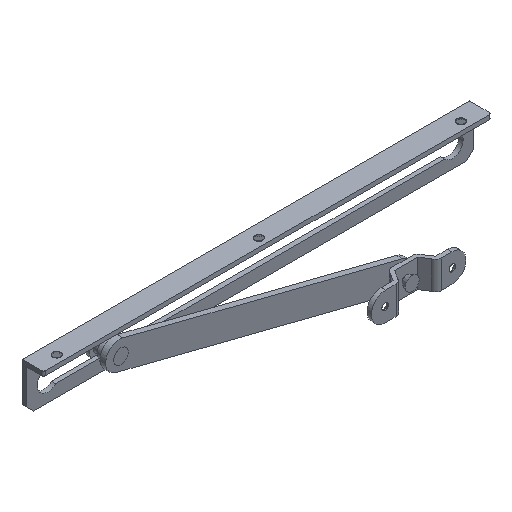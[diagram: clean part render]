
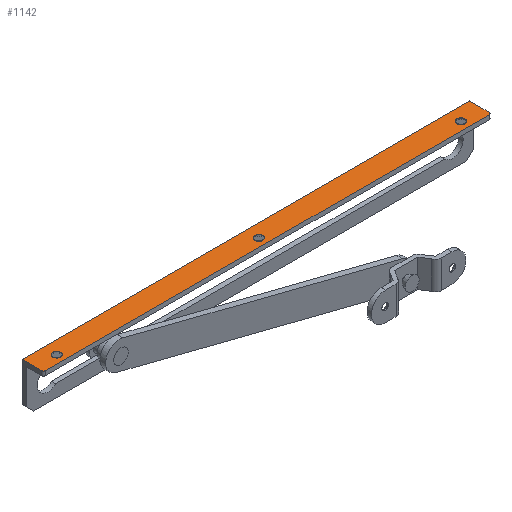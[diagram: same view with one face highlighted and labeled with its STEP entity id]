
A CAD part, isometric view. The second image highlights one B-rep face of the part: STEP entity #1142.
In plain terms, the highlighted face is planar.
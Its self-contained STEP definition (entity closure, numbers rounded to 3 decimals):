
#71=LINE('',#1798,#149);
#79=LINE('',#1818,#157);
#89=LINE('',#1839,#167);
#92=LINE('',#1843,#170);
#149=VECTOR('',#1423,307.);
#157=VECTOR('',#1441,13.5);
#167=VECTOR('',#1459,13.5);
#170=VECTOR('',#1464,310.);
#224=PLANE('',#1241);
#292=FACE_BOUND('',#432,.T.);
#293=FACE_BOUND('',#433,.T.);
#294=FACE_BOUND('',#434,.T.);
#347=FACE_OUTER_BOUND('',#431,.T.);
#431=EDGE_LOOP('',(#907,#908,#909,#910,#911,#912));
#432=EDGE_LOOP('',(#913));
#433=EDGE_LOOP('',(#914));
#434=EDGE_LOOP('',(#915));
#525=CIRCLE('',#1209,2.75);
#528=CIRCLE('',#1214,2.75);
#531=CIRCLE('',#1219,2.75);
#537=CIRCLE('',#1230,1.5);
#539=CIRCLE('',#1235,1.5);
#588=VERTEX_POINT('',#1742);
#591=VERTEX_POINT('',#1750);
#594=VERTEX_POINT('',#1758);
#605=VERTEX_POINT('',#1788);
#606=VERTEX_POINT('',#1790);
#608=VERTEX_POINT('',#1796);
#612=VERTEX_POINT('',#1808);
#615=VERTEX_POINT('',#1816);
#622=VERTEX_POINT('',#1838);
#695=EDGE_CURVE('',#588,#588,#525,.T.);
#698=EDGE_CURVE('',#591,#591,#528,.T.);
#701=EDGE_CURVE('',#594,#594,#531,.T.);
#716=EDGE_CURVE('',#605,#606,#537,.T.);
#720=EDGE_CURVE('',#608,#605,#71,.T.);
#725=EDGE_CURVE('',#612,#608,#539,.T.);
#730=EDGE_CURVE('',#615,#612,#79,.T.);
#740=EDGE_CURVE('',#622,#606,#89,.T.);
#743=EDGE_CURVE('',#615,#622,#92,.T.);
#907=ORIENTED_EDGE('',*,*,#716,.F.);
#908=ORIENTED_EDGE('',*,*,#720,.F.);
#909=ORIENTED_EDGE('',*,*,#725,.F.);
#910=ORIENTED_EDGE('',*,*,#730,.F.);
#911=ORIENTED_EDGE('',*,*,#743,.T.);
#912=ORIENTED_EDGE('',*,*,#740,.T.);
#913=ORIENTED_EDGE('',*,*,#695,.T.);
#914=ORIENTED_EDGE('',*,*,#698,.T.);
#915=ORIENTED_EDGE('',*,*,#701,.T.);
#1142=ADVANCED_FACE('',(#347,#292,#293,#294),#224,.T.);
#1209=AXIS2_PLACEMENT_3D('',#1743,#1365,#1366);
#1214=AXIS2_PLACEMENT_3D('',#1751,#1375,#1376);
#1219=AXIS2_PLACEMENT_3D('',#1759,#1385,#1386);
#1230=AXIS2_PLACEMENT_3D('',#1791,#1416,#1417);
#1235=AXIS2_PLACEMENT_3D('',#1809,#1433,#1434);
#1241=AXIS2_PLACEMENT_3D('',#1842,#1462,#1463);
#1365=DIRECTION('center_axis',(0.,0.,1.));
#1366=DIRECTION('ref_axis',(1.,0.,0.));
#1375=DIRECTION('center_axis',(0.,0.,1.));
#1376=DIRECTION('ref_axis',(1.,0.,0.));
#1385=DIRECTION('center_axis',(0.,0.,1.));
#1386=DIRECTION('ref_axis',(1.,0.,0.));
#1416=DIRECTION('center_axis',(0.,0.,1.));
#1417=DIRECTION('ref_axis',(-0.707,0.707,0.));
#1423=DIRECTION('',(-1.,0.,0.));
#1433=DIRECTION('center_axis',(0.,0.,1.));
#1434=DIRECTION('ref_axis',(0.707,0.707,0.));
#1441=DIRECTION('',(0.,1.,0.));
#1459=DIRECTION('',(0.,1.,0.));
#1462=DIRECTION('center_axis',(0.,0.,-1.));
#1463=DIRECTION('ref_axis',(-1.,0.,0.));
#1464=DIRECTION('',(-1.,0.,0.));
#1742=CARTESIAN_POINT('',(-157.75,9.,0.));
#1743=CARTESIAN_POINT('Origin',(-155.,9.,0.));
#1750=CARTESIAN_POINT('',(-297.75,9.,0.));
#1751=CARTESIAN_POINT('Origin',(-295.,9.,0.));
#1758=CARTESIAN_POINT('',(-17.75,9.,0.));
#1759=CARTESIAN_POINT('Origin',(-15.,9.,0.));
#1788=CARTESIAN_POINT('',(-308.5,15.,0.));
#1790=CARTESIAN_POINT('',(-310.,13.5,0.));
#1791=CARTESIAN_POINT('Origin',(-308.5,13.5,0.));
#1796=CARTESIAN_POINT('',(-1.5,15.,0.));
#1798=CARTESIAN_POINT('',(0.,15.,0.));
#1808=CARTESIAN_POINT('',(0.,13.5,0.));
#1809=CARTESIAN_POINT('Origin',(-1.5,13.5,0.));
#1816=CARTESIAN_POINT('',(0.,0.,0.));
#1818=CARTESIAN_POINT('',(0.,0.,0.));
#1838=CARTESIAN_POINT('',(-310.,0.,0.));
#1839=CARTESIAN_POINT('',(-310.,0.,0.));
#1842=CARTESIAN_POINT('Origin',(0.,0.,0.));
#1843=CARTESIAN_POINT('',(0.,0.,0.));
